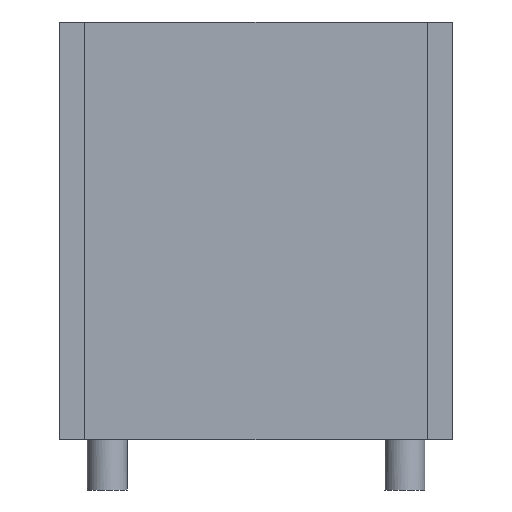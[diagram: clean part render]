
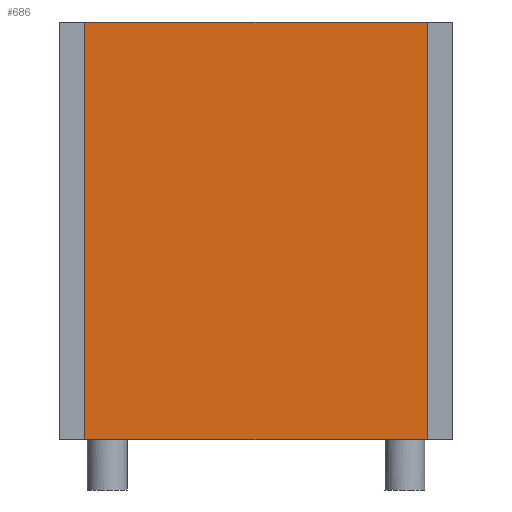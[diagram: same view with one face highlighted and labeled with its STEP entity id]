
A CAD part, front view. The second image highlights one B-rep face of the part: STEP entity #686.
In plain terms, the highlighted planar face has unit normal (0, -1, 0).
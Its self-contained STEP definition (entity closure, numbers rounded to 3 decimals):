
#64 = VERTEX_POINT('',#65);
#65 = CARTESIAN_POINT('',(-10.25,0.,0.));
#383 = VERTEX_POINT('',#384);
#384 = CARTESIAN_POINT('',(10.25,0.,0.));
#390 = EDGE_CURVE('',#64,#383,#391,.T.);
#391 = LINE('',#392,#393);
#392 = CARTESIAN_POINT('',(-10.25,0.,0.));
#393 = VECTOR('',#394,1.);
#394 = DIRECTION('',(1.,0.,0.));
#622 = VERTEX_POINT('',#623);
#623 = CARTESIAN_POINT('',(10.25,0.,25.));
#629 = EDGE_CURVE('',#630,#622,#632,.T.);
#630 = VERTEX_POINT('',#631);
#631 = CARTESIAN_POINT('',(-10.25,0.,25.));
#632 = LINE('',#633,#634);
#633 = CARTESIAN_POINT('',(-10.25,0.,25.));
#634 = VECTOR('',#635,1.);
#635 = DIRECTION('',(1.,0.,0.));
#675 = EDGE_CURVE('',#64,#630,#676,.T.);
#676 = LINE('',#677,#678);
#677 = CARTESIAN_POINT('',(-10.25,0.,0.));
#678 = VECTOR('',#679,1.);
#679 = DIRECTION('',(0.,0.,1.));
#686 = ADVANCED_FACE('',(#687),#698,.F.);
#687 = FACE_BOUND('',#688,.F.);
#688 = EDGE_LOOP('',(#689,#690,#691,#697));
#689 = ORIENTED_EDGE('',*,*,#675,.T.);
#690 = ORIENTED_EDGE('',*,*,#629,.T.);
#691 = ORIENTED_EDGE('',*,*,#692,.F.);
#692 = EDGE_CURVE('',#383,#622,#693,.T.);
#693 = LINE('',#694,#695);
#694 = CARTESIAN_POINT('',(10.25,0.,0.));
#695 = VECTOR('',#696,1.);
#696 = DIRECTION('',(0.,0.,1.));
#697 = ORIENTED_EDGE('',*,*,#390,.F.);
#698 = PLANE('',#699);
#699 = AXIS2_PLACEMENT_3D('',#700,#701,#702);
#700 = CARTESIAN_POINT('',(-10.25,0.,0.));
#701 = DIRECTION('',(0.,1.,0.));
#702 = DIRECTION('',(1.,0.,0.));
